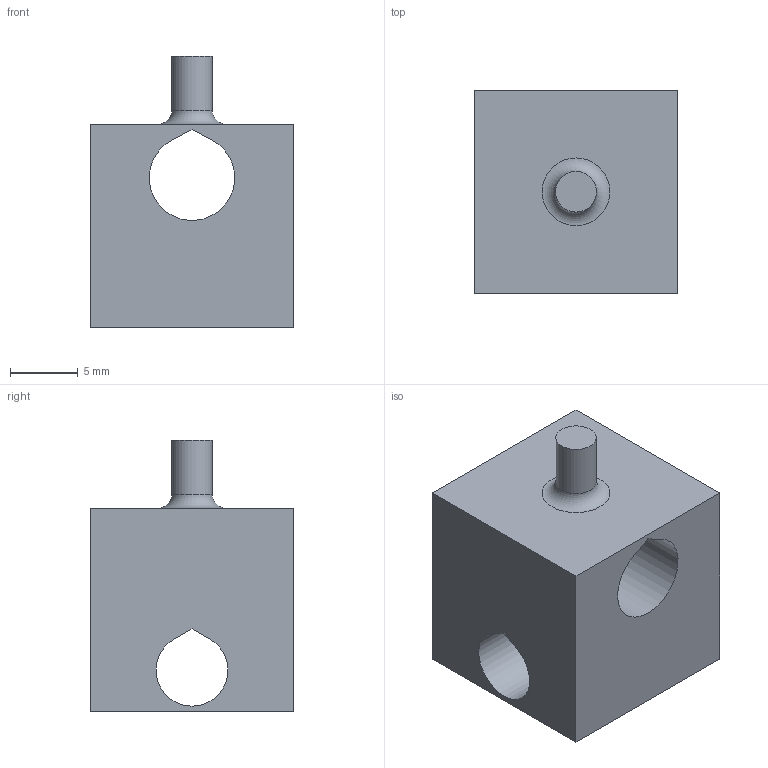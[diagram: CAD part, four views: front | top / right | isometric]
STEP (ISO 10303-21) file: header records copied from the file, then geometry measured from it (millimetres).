
FILE_DESCRIPTION(('FreeCAD Model'),'2;1');
FILE_NAME('Open CASCADE Shape Model','2025-01-29T19:14:19',('Author'),( ''),'Open CASCADE STEP processor 7.7','FreeCAD','Unknown');
FILE_SCHEMA(('AUTOMOTIVE_DESIGN { 1 0 10303 214 1 1 1 1 }'));
Length unit declared in the file: millimetre
Products named in the file (1): Body
Bounding box: 15 x 15 x 20 mm (x, y, z)
Volume: 2602.7 mm3; surface area: 1840.1 mm2
Topology: 1 solids, 1 shells, 15 faces, 35 edges, 23 vertices
Faces by surface type: plane 11, cylinder 3, torus 1
Full cylindrical faces by diameter (mm): 3 x1
Entity records: 459 total; most frequent: DIRECTION 75, CARTESIAN_POINT 74, ORIENTED_EDGE 70, EDGE_CURVE 35, LINE 27, VECTOR 27, AXIS2_PLACEMENT_3D 24, VERTEX_POINT 23
